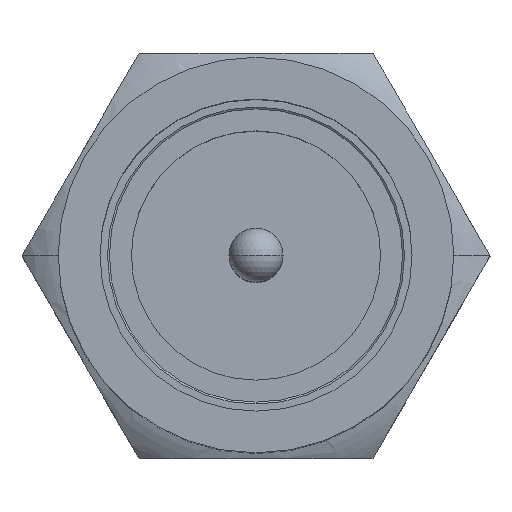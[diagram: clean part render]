
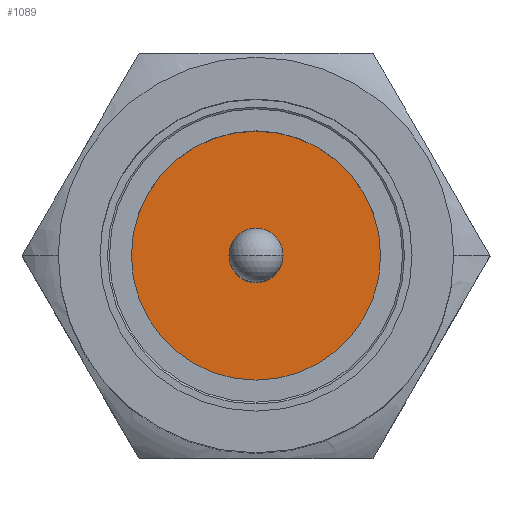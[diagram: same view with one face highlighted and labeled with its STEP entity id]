
A CAD part, top view. The second image highlights one B-rep face of the part: STEP entity #1089.
In plain terms, the highlighted planar face has unit normal (0, 0, 1).
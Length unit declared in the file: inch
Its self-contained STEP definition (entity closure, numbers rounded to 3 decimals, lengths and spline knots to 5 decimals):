
#1068 = EDGE_CURVE ( 'NONE', #2645, #2644, #4119, .T. ) ;
#1086 = EDGE_LOOP ( 'NONE', ( #1087, #1100 ) ) ;
#1087 = ORIENTED_EDGE ( 'NONE', *, *, #1098, .F. ) ;
#1089 = ADVANCED_FACE ( 'NONE', ( #4115, #4146 ), #4145, .T. ) ;
#1097 = ORIENTED_EDGE ( 'NONE', *, *, #2647, .T. ) ;
#1098 = EDGE_CURVE ( 'NONE', #2623, #2575, #4159, .T. ) ;
#1100 = ORIENTED_EDGE ( 'NONE', *, *, #2715, .F. ) ;
#1104 = EDGE_LOOP ( 'NONE', ( #1217, #1097 ) ) ;
#1217 = ORIENTED_EDGE ( 'NONE', *, *, #1068, .T. ) ;
#1772 = CARTESIAN_POINT ( 'NONE',  ( 0.025, 0., 0.138 ) ) ;
#1932 = CARTESIAN_POINT ( 'NONE',  ( -0.025, 0., 0.138 ) ) ;
#1957 = CARTESIAN_POINT ( 'NONE',  ( 0.115, 0., 0.138 ) ) ;
#1960 = CARTESIAN_POINT ( 'NONE',  ( -0.115, 0., 0.138 ) ) ;
#1995 = DIRECTION ( 'NONE',  ( 1., 0., 0. ) ) ;
#1996 = DIRECTION ( 'NONE',  ( 0., 0., 1. ) ) ;
#1997 = CARTESIAN_POINT ( 'NONE',  ( 0., 0., 0.138 ) ) ;
#1998 = AXIS2_PLACEMENT_3D ( 'NONE', #1997, #1996, #1995 ) ;
#1999 = CIRCLE ( 'NONE', #1998, 0.115 ) ;
#2061 = DIRECTION ( 'NONE',  ( 1., 0., 0. ) ) ;
#2062 = DIRECTION ( 'NONE',  ( 0., 0., 1. ) ) ;
#2063 = CARTESIAN_POINT ( 'NONE',  ( 0., 0., 0.138 ) ) ;
#2066 = CIRCLE ( 'NONE', #2069, 0.025 ) ;
#2069 = AXIS2_PLACEMENT_3D ( 'NONE', #2063, #2062, #2061 ) ;
#2575 = VERTEX_POINT ( 'NONE', #1772 ) ;
#2623 = VERTEX_POINT ( 'NONE', #1932 ) ;
#2644 = VERTEX_POINT ( 'NONE', #1960 ) ;
#2645 = VERTEX_POINT ( 'NONE', #1957 ) ;
#2647 = EDGE_CURVE ( 'NONE', #2644, #2645, #1999, .T. ) ;
#2715 = EDGE_CURVE ( 'NONE', #2575, #2623, #2066, .T. ) ;
#4097 = DIRECTION ( 'NONE',  ( 0., 0., 1. ) ) ;
#4112 = DIRECTION ( 'NONE',  ( 1., 0., 0. ) ) ;
#4114 = CARTESIAN_POINT ( 'NONE',  ( 0., 0., 0.138 ) ) ;
#4115 = FACE_OUTER_BOUND ( 'NONE', #1104, .T. ) ;
#4117 = DIRECTION ( 'NONE',  ( 1., 0., 0. ) ) ;
#4119 = CIRCLE ( 'NONE', #4133, 0.115 ) ;
#4124 = AXIS2_PLACEMENT_3D ( 'NONE', #4114, #4097, #4117 ) ;
#4127 = DIRECTION ( 'NONE',  ( 0., 0., 1. ) ) ;
#4133 = AXIS2_PLACEMENT_3D ( 'NONE', #4148, #4127, #4112 ) ;
#4145 = PLANE ( 'NONE',  #4124 ) ;
#4146 = FACE_BOUND ( 'NONE', #1086, .T. ) ;
#4148 = CARTESIAN_POINT ( 'NONE',  ( 0., 0., 0.138 ) ) ;
#4157 = DIRECTION ( 'NONE',  ( 0., 0., 1. ) ) ;
#4159 = CIRCLE ( 'NONE', #4221, 0.025 ) ;
#4190 = CARTESIAN_POINT ( 'NONE',  ( 0., 0., 0.138 ) ) ;
#4221 = AXIS2_PLACEMENT_3D ( 'NONE', #4190, #4157, #4224 ) ;
#4224 = DIRECTION ( 'NONE',  ( 1., 0., 0. ) ) ;
